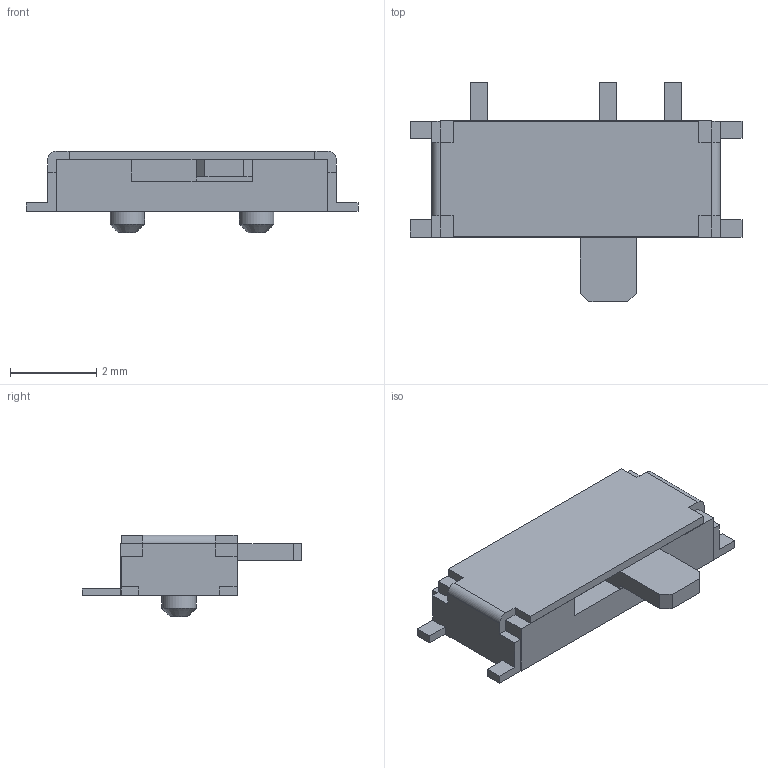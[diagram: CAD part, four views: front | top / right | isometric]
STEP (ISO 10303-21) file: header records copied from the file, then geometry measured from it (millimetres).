
FILE_DESCRIPTION((''),'2;1');
FILE_NAME('EG1260CSQ.stp','2011-05-23T08:05:19',('blarson'),(''),'Autodesk Inventor 11','Autodesk Inventor 11','');
FILE_SCHEMA(('AUTOMOTIVE_DESIGN { 1 0 10303 214 1 1 1 1 }'));
Length unit declared in the file: millimetre
Products named in the file (3): D041202; EG1260SBODY; EG1260ACTUATOR-1.5C
Assembly tree (2 placements, depth 2):
  D041202
    EG1260SBODY
    EG1260ACTUATOR-1.5C
Bounding box: 7.7 x 5.1 x 1.9 mm (x, y, z)
Volume: 26.1 mm3; surface area: 80.7 mm2
Topology: 2 solids, 2 shells, 89 faces, 236 edges, 156 vertices
Faces by surface type: plane 68, bspline 15, cylinder 4, cone 2
Full cylindrical faces by diameter (mm): 0.8 x2
Entity records: 2771 total; most frequent: CARTESIAN_POINT 527, ORIENTED_EDGE 464, DIRECTION 400, EDGE_CURVE 232, VECTOR 222, LINE 222, VERTEX_POINT 156, EDGE_LOOP 98
